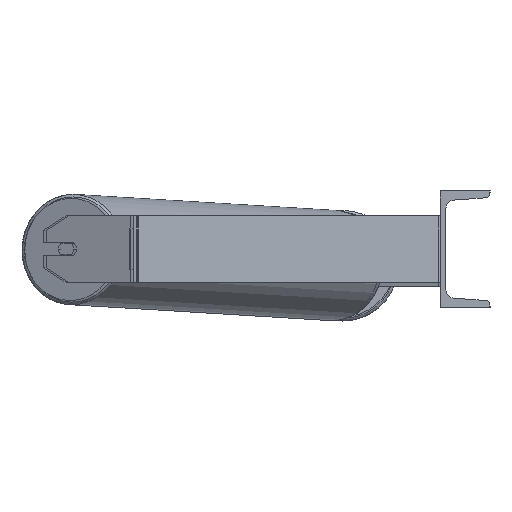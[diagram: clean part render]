
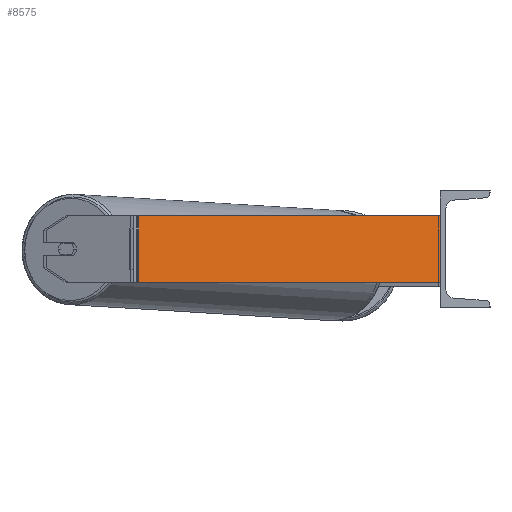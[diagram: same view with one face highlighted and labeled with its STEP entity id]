
A CAD part, left-side view. The second image highlights one B-rep face of the part: STEP entity #8575.
In plain terms, the highlighted planar face has unit normal (-0.985, -0.174, 0).
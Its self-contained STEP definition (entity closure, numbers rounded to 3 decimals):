
#3 = VERTEX_POINT ( 'NONE', #8923 ) ;
#257 = CARTESIAN_POINT ( 'NONE',  ( -1149.872, 367.908, -40. ) ) ;
#835 = EDGE_CURVE ( 'NONE', #7714, #6443, #932, .T. ) ;
#893 = ORIENTED_EDGE ( 'NONE', *, *, #3595, .F. ) ;
#932 = LINE ( 'NONE', #257, #6490 ) ;
#1422 = CARTESIAN_POINT ( 'NONE',  ( -1149.872, 367.908, 40. ) ) ;
#1468 = EDGE_CURVE ( 'NONE', #3, #7714, #4703, .T. ) ;
#1552 = DIRECTION ( 'NONE',  ( 0.174, -0.985, 0. ) ) ;
#1686 = VECTOR ( 'NONE', #8248, 1000. ) ;
#1887 = CARTESIAN_POINT ( 'NONE',  ( -1148.996, 362.939, 40. ) ) ;
#1901 = CARTESIAN_POINT ( 'NONE',  ( -1085., 0., -40. ) ) ;
#1954 = ORIENTED_EDGE ( 'NONE', *, *, #1468, .T. ) ;
#2262 = ORIENTED_EDGE ( 'NONE', *, *, #8292, .F. ) ;
#2299 = LINE ( 'NONE', #1422, #6371 ) ;
#2477 = DIRECTION ( 'NONE',  ( 0., 0., -1. ) ) ;
#2685 = CARTESIAN_POINT ( 'NONE',  ( -1148.996, 362.939, -40. ) ) ;
#2835 = PLANE ( 'NONE',  #3007 ) ;
#2882 = CARTESIAN_POINT ( 'NONE',  ( -1149.872, 367.908, 40. ) ) ;
#2963 = EDGE_LOOP ( 'NONE', ( #6650, #2262, #893, #1954 ) ) ;
#3007 = AXIS2_PLACEMENT_3D ( 'NONE', #2882, #7048, #7087 ) ;
#3595 = EDGE_CURVE ( 'NONE', #3, #5684, #2299, .T. ) ;
#3959 = CARTESIAN_POINT ( 'NONE',  ( -1085., 0., 40. ) ) ;
#4676 = CARTESIAN_POINT ( 'NONE',  ( -1085., 0., 40. ) ) ;
#4703 = LINE ( 'NONE', #1887, #1686 ) ;
#5684 = VERTEX_POINT ( 'NONE', #3959 ) ;
#6371 = VECTOR ( 'NONE', #1552, 1000. ) ;
#6443 = VERTEX_POINT ( 'NONE', #1901 ) ;
#6490 = VECTOR ( 'NONE', #8558, 1000. ) ;
#6650 = ORIENTED_EDGE ( 'NONE', *, *, #835, .T. ) ;
#6692 = VECTOR ( 'NONE', #2477, 1000. ) ;
#7048 = DIRECTION ( 'NONE',  ( 0.985, 0.174, 0. ) ) ;
#7087 = DIRECTION ( 'NONE',  ( -0.174, 0.985, 0. ) ) ;
#7714 = VERTEX_POINT ( 'NONE', #2685 ) ;
#7834 = FACE_OUTER_BOUND ( 'NONE', #2963, .T. ) ;
#7998 = LINE ( 'NONE', #4676, #6692 ) ;
#8248 = DIRECTION ( 'NONE',  ( 0., 0., -1. ) ) ;
#8292 = EDGE_CURVE ( 'NONE', #5684, #6443, #7998, .T. ) ;
#8558 = DIRECTION ( 'NONE',  ( 0.174, -0.985, 0. ) ) ;
#8575 = ADVANCED_FACE ( 'NONE', ( #7834 ), #2835, .F. ) ;
#8923 = CARTESIAN_POINT ( 'NONE',  ( -1148.996, 362.939, 40. ) ) ;
